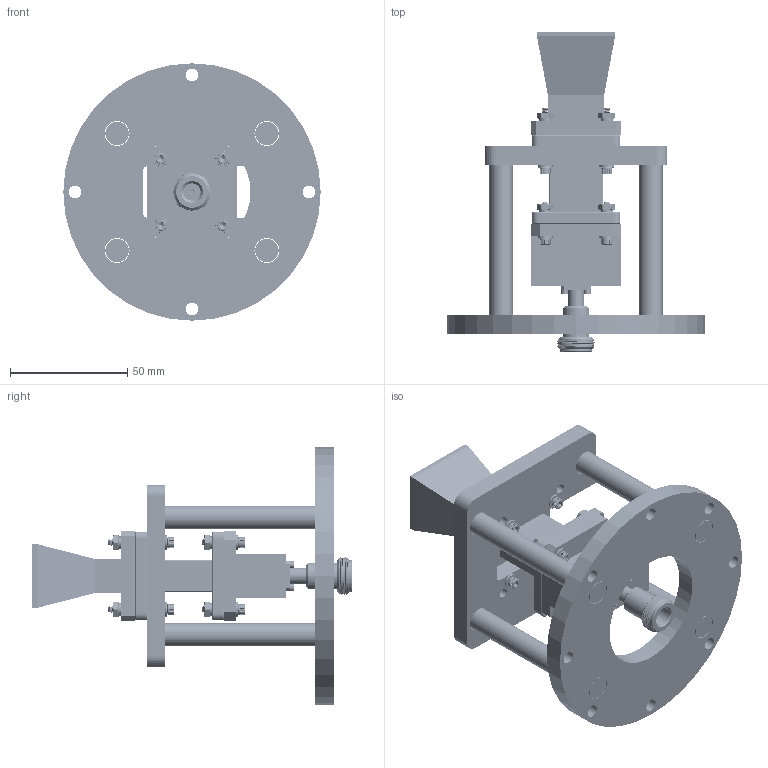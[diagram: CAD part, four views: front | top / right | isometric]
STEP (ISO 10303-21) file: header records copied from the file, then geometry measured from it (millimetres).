
FILE_DESCRIPTION (( 'STEP AP214' ), '1' );
FILE_NAME ('FM1WAN075-10ELNF_3D.step', '2024-03-07T00:16:39', ( '' ), ( '' ), 'SwSTEP 2.0', 'SolidWorks 2022', '' );
FILE_SCHEMA (( 'AUTOMOTIVE_DESIGN' ));
Length unit declared in the file: inch
Products named in the file (13): No.4 Lock Washer_1_COMPRESSED; 4-40 Nut_1_94150A335; No.4 Flat Washer_1_91166A230; Copy of PEFMWAN075-112-MNT_LWR PLT^FMWAN075-112-MNT; FM1WAN075-10ELNF_3D; FMWAN075-10; Copy of FMWAN075-112-MNT_UPR PLT^FMWAN075-112-MNT; Screw 4-40SH x 9_16_2; FMWAN075-112-MNT; Copy of FMWAN075-112-MNT_STDF RND M4 FEM, 8OD X 64LG^FMWAN075-112-MNT; FMW75S001-1.5; Screw 4-40SH x 9_16_1; FMWCA9867
Assembly tree (42 placements, depth 3):
  FM1WAN075-10ELNF_3D
    Screw 4-40SH x 9_16_1  x4
    No.4 Flat Washer_1_91166A230  x8
    No.4 Lock Washer_1_COMPRESSED  x8
    FMWAN075-112-MNT
      Copy of FMWAN075-112-MNT_UPR PLT^FMWAN075-112-MNT
      Copy of PEFMWAN075-112-MNT_LWR PLT^FMWAN075-112-MNT
      Copy of FMWAN075-112-MNT_STDF RND M4 FEM, 8OD X 64LG^FMWAN075-112-MNT  x4
    FMWAN075-10
    FMW75S001-1.5
    4-40 Nut_1_94150A335  x8
    FMWCA9867
    Screw 4-40SH x 9_16_2  x4
Bounding box: 110 x 136.81 x 110 mm (x, y, z)
Volume: 169345.8 mm3; surface area: 80489.5 mm2
Topology: 41 solids, 41 shells, 4712 faces, 13248 edges, 8638 vertices
Faces by surface type: plane 1558, cylinder 1450, cone 965, torus 688, bspline 51
Entity records: 64952 total; most frequent: CARTESIAN_POINT 30328, ORIENTED_EDGE 7820, DIRECTION 6206, EDGE_CURVE 3910, VERTEX_POINT 2532, AXIS2_PLACEMENT_3D 2412, EDGE_LOOP 1538, ADVANCED_FACE 1424
